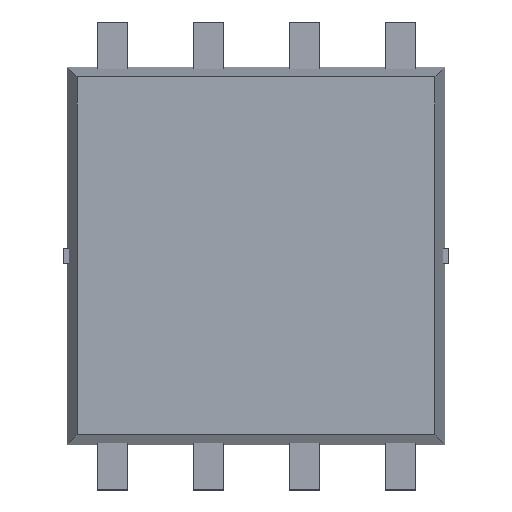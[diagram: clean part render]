
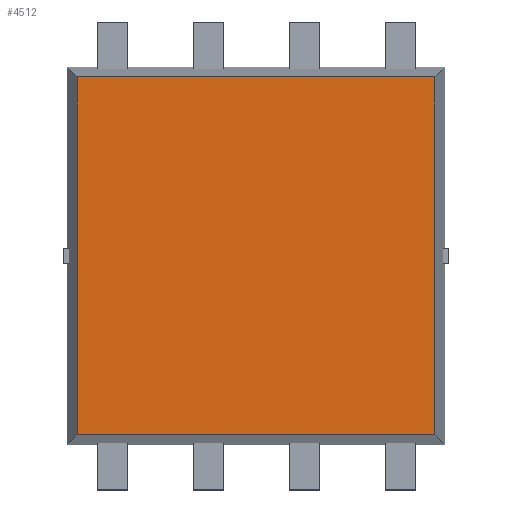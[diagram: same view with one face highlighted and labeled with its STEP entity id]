
A CAD part, top view. The second image highlights one B-rep face of the part: STEP entity #4512.
In plain terms, the highlighted planar face has unit normal (0, 0, 1).
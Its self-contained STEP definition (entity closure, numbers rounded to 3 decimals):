
#4214 = B_SPLINE_SURFACE_WITH_KNOTS('',1,1,(
    (#4215,#4216)
    ,(#4217,#4218
    )),.UNSPECIFIED.,.F.,.F.,.F.,(2,2),(2,2),(-5.,0.),(0.,1.),
  .PIECEWISE_BEZIER_KNOTS.);
#4215 = CARTESIAN_POINT('',(-2.5,2.5,0.01));
#4216 = CARTESIAN_POINT('',(-2.371,2.371,0.74));
#4217 = CARTESIAN_POINT('',(-2.5,-2.5,0.01));
#4218 = CARTESIAN_POINT('',(-2.371,-2.371,0.74));
#4239 = VERTEX_POINT('',#4240);
#4240 = CARTESIAN_POINT('',(-2.371,-2.371,0.74));
#4253 = B_SPLINE_SURFACE_WITH_KNOTS('',1,1,(
    (#4254,#4255)
    ,(#4256,#4257
    )),.UNSPECIFIED.,.F.,.F.,.F.,(2,2),(2,2),(0.,5.),(0.,1.),
  .PIECEWISE_BEZIER_KNOTS.);
#4254 = CARTESIAN_POINT('',(-2.5,-2.5,0.01));
#4255 = CARTESIAN_POINT('',(-2.371,-2.371,0.74));
#4256 = CARTESIAN_POINT('',(2.5,-2.5,0.01));
#4257 = CARTESIAN_POINT('',(2.371,-2.371,0.74));
#4265 = EDGE_CURVE('',#4239,#4266,#4268,.T.);
#4266 = VERTEX_POINT('',#4267);
#4267 = CARTESIAN_POINT('',(-2.371,2.371,0.74));
#4268 = SURFACE_CURVE('',#4269,(#4273,#4279),.PCURVE_S1.);
#4269 = LINE('',#4270,#4271);
#4270 = CARTESIAN_POINT('',(-2.371,-2.5,0.74));
#4271 = VECTOR('',#4272,1.);
#4272 = DIRECTION('',(0.,1.,0.));
#4273 = PCURVE('',#4214,#4274);
#4274 = DEFINITIONAL_REPRESENTATION('',(#4275),#4278);
#4275 = B_SPLINE_CURVE_WITH_KNOTS('',1,(#4276,#4277),.UNSPECIFIED.,.F.,
  .F.,(2,2),(0.129,4.871),.PIECEWISE_BEZIER_KNOTS.);
#4276 = CARTESIAN_POINT('',(0.,1.));
#4277 = CARTESIAN_POINT('',(-5.,1.));
#4278 = ( GEOMETRIC_REPRESENTATION_CONTEXT(2) 
PARAMETRIC_REPRESENTATION_CONTEXT() REPRESENTATION_CONTEXT('2D SPACE',''
  ) );
#4279 = PCURVE('',#4280,#4285);
#4280 = PLANE('',#4281);
#4281 = AXIS2_PLACEMENT_3D('',#4282,#4283,#4284);
#4282 = CARTESIAN_POINT('',(-2.371,-2.371,0.74));
#4283 = DIRECTION('',(0.,0.,-1.));
#4284 = DIRECTION('',(0.707,0.707,0.));
#4285 = DEFINITIONAL_REPRESENTATION('',(#4286),#4290);
#4286 = LINE('',#4287,#4288);
#4287 = CARTESIAN_POINT('',(-0.091,0.091));
#4288 = VECTOR('',#4289,1.);
#4289 = DIRECTION('',(0.707,-0.707));
#4290 = ( GEOMETRIC_REPRESENTATION_CONTEXT(2) 
PARAMETRIC_REPRESENTATION_CONTEXT() REPRESENTATION_CONTEXT('2D SPACE',''
  ) );
#4305 = B_SPLINE_SURFACE_WITH_KNOTS('',1,1,(
    (#4306,#4307)
    ,(#4308,#4309
    )),.UNSPECIFIED.,.F.,.F.,.F.,(2,2),(2,2),(-5.,0.),(0.,1.),
  .PIECEWISE_BEZIER_KNOTS.);
#4306 = CARTESIAN_POINT('',(2.5,2.5,0.01));
#4307 = CARTESIAN_POINT('',(2.371,2.371,0.74));
#4308 = CARTESIAN_POINT('',(-2.5,2.5,0.01));
#4309 = CARTESIAN_POINT('',(-2.371,2.371,0.74));
#4344 = VERTEX_POINT('',#4345);
#4345 = CARTESIAN_POINT('',(2.371,-2.371,0.74));
#4358 = B_SPLINE_SURFACE_WITH_KNOTS('',1,1,(
    (#4359,#4360)
    ,(#4361,#4362
    )),.UNSPECIFIED.,.F.,.F.,.F.,(2,2),(2,2),(0.,5.),(0.,1.),
  .PIECEWISE_BEZIER_KNOTS.);
#4359 = CARTESIAN_POINT('',(2.5,-2.5,0.01));
#4360 = CARTESIAN_POINT('',(2.371,-2.371,0.74));
#4361 = CARTESIAN_POINT('',(2.5,2.5,0.01));
#4362 = CARTESIAN_POINT('',(2.371,2.371,0.74));
#4370 = EDGE_CURVE('',#4239,#4344,#4371,.T.);
#4371 = SURFACE_CURVE('',#4372,(#4376,#4382),.PCURVE_S1.);
#4372 = LINE('',#4373,#4374);
#4373 = CARTESIAN_POINT('',(-2.5,-2.371,0.74));
#4374 = VECTOR('',#4375,1.);
#4375 = DIRECTION('',(1.,0.,0.));
#4376 = PCURVE('',#4253,#4377);
#4377 = DEFINITIONAL_REPRESENTATION('',(#4378),#4381);
#4378 = B_SPLINE_CURVE_WITH_KNOTS('',1,(#4379,#4380),.UNSPECIFIED.,.F.,
  .F.,(2,2),(0.129,4.871),.PIECEWISE_BEZIER_KNOTS.);
#4379 = CARTESIAN_POINT('',(0.,1.));
#4380 = CARTESIAN_POINT('',(5.,1.));
#4381 = ( GEOMETRIC_REPRESENTATION_CONTEXT(2) 
PARAMETRIC_REPRESENTATION_CONTEXT() REPRESENTATION_CONTEXT('2D SPACE',''
  ) );
#4382 = PCURVE('',#4280,#4383);
#4383 = DEFINITIONAL_REPRESENTATION('',(#4384),#4388);
#4384 = LINE('',#4385,#4386);
#4385 = CARTESIAN_POINT('',(-0.091,-0.091));
#4386 = VECTOR('',#4387,1.);
#4387 = DIRECTION('',(0.707,0.707));
#4388 = ( GEOMETRIC_REPRESENTATION_CONTEXT(2) 
PARAMETRIC_REPRESENTATION_CONTEXT() REPRESENTATION_CONTEXT('2D SPACE',''
  ) );
#4418 = VERTEX_POINT('',#4419);
#4419 = CARTESIAN_POINT('',(2.371,2.371,0.74));
#4439 = EDGE_CURVE('',#4344,#4418,#4440,.T.);
#4440 = SURFACE_CURVE('',#4441,(#4445,#4451),.PCURVE_S1.);
#4441 = LINE('',#4442,#4443);
#4442 = CARTESIAN_POINT('',(2.371,-2.5,0.74));
#4443 = VECTOR('',#4444,1.);
#4444 = DIRECTION('',(0.,1.,0.));
#4445 = PCURVE('',#4358,#4446);
#4446 = DEFINITIONAL_REPRESENTATION('',(#4447),#4450);
#4447 = B_SPLINE_CURVE_WITH_KNOTS('',1,(#4448,#4449),.UNSPECIFIED.,.F.,
  .F.,(2,2),(0.129,4.871),.PIECEWISE_BEZIER_KNOTS.);
#4448 = CARTESIAN_POINT('',(0.,1.));
#4449 = CARTESIAN_POINT('',(5.,1.));
#4450 = ( GEOMETRIC_REPRESENTATION_CONTEXT(2) 
PARAMETRIC_REPRESENTATION_CONTEXT() REPRESENTATION_CONTEXT('2D SPACE',''
  ) );
#4451 = PCURVE('',#4280,#4452);
#4452 = DEFINITIONAL_REPRESENTATION('',(#4453),#4457);
#4453 = LINE('',#4454,#4455);
#4454 = CARTESIAN_POINT('',(3.262,3.445));
#4455 = VECTOR('',#4456,1.);
#4456 = DIRECTION('',(0.707,-0.707));
#4457 = ( GEOMETRIC_REPRESENTATION_CONTEXT(2) 
PARAMETRIC_REPRESENTATION_CONTEXT() REPRESENTATION_CONTEXT('2D SPACE',''
  ) );
#4485 = EDGE_CURVE('',#4266,#4418,#4486,.T.);
#4486 = SURFACE_CURVE('',#4487,(#4491,#4497),.PCURVE_S1.);
#4487 = LINE('',#4488,#4489);
#4488 = CARTESIAN_POINT('',(-2.5,2.371,0.74));
#4489 = VECTOR('',#4490,1.);
#4490 = DIRECTION('',(1.,0.,0.));
#4491 = PCURVE('',#4305,#4492);
#4492 = DEFINITIONAL_REPRESENTATION('',(#4493),#4496);
#4493 = B_SPLINE_CURVE_WITH_KNOTS('',1,(#4494,#4495),.UNSPECIFIED.,.F.,
  .F.,(2,2),(0.129,4.871),.PIECEWISE_BEZIER_KNOTS.);
#4494 = CARTESIAN_POINT('',(0.,1.));
#4495 = CARTESIAN_POINT('',(-5.,1.));
#4496 = ( GEOMETRIC_REPRESENTATION_CONTEXT(2) 
PARAMETRIC_REPRESENTATION_CONTEXT() REPRESENTATION_CONTEXT('2D SPACE',''
  ) );
#4497 = PCURVE('',#4280,#4498);
#4498 = DEFINITIONAL_REPRESENTATION('',(#4499),#4503);
#4499 = LINE('',#4500,#4501);
#4500 = CARTESIAN_POINT('',(3.262,-3.445));
#4501 = VECTOR('',#4502,1.);
#4502 = DIRECTION('',(0.707,0.707));
#4503 = ( GEOMETRIC_REPRESENTATION_CONTEXT(2) 
PARAMETRIC_REPRESENTATION_CONTEXT() REPRESENTATION_CONTEXT('2D SPACE',''
  ) );
#4512 = ADVANCED_FACE('',(#4513),#4280,.F.);
#4513 = FACE_BOUND('',#4514,.T.);
#4514 = EDGE_LOOP('',(#4515,#4516,#4517,#4518));
#4515 = ORIENTED_EDGE('',*,*,#4265,.F.);
#4516 = ORIENTED_EDGE('',*,*,#4370,.T.);
#4517 = ORIENTED_EDGE('',*,*,#4439,.T.);
#4518 = ORIENTED_EDGE('',*,*,#4485,.F.);
